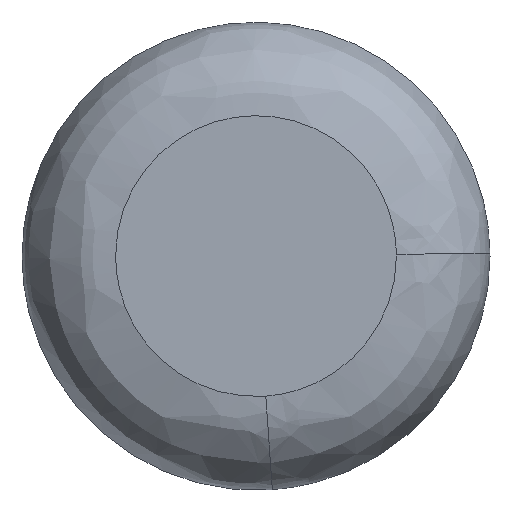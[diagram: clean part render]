
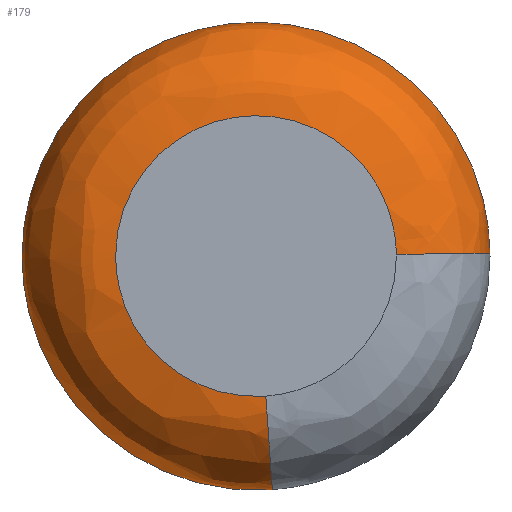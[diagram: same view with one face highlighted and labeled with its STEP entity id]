
A CAD part, top view. The second image highlights one B-rep face of the part: STEP entity #179.
In plain terms, the highlighted free-form (B-spline) face has degree [2, 2] with [9, 3] control points.
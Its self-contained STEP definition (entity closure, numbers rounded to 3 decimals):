
#44=CARTESIAN_POINT('',(0.15,-2.14,1.496));
#45=CARTESIAN_POINT('',(0.088,-2.145,1.496));
#46=CARTESIAN_POINT('',(0.027,-2.146,1.496));
#47=CARTESIAN_POINT('',(-2.119,-2.172,1.496));
#48=CARTESIAN_POINT('',(-2.146,-0.027,1.496));
#49=CARTESIAN_POINT('',(-2.172,2.119,1.496));
#50=CARTESIAN_POINT('',(-0.027,2.146,1.496));
#51=CARTESIAN_POINT('',(2.119,2.172,1.496));
#52=CARTESIAN_POINT('',(2.146,0.027,1.496));
#53=CARTESIAN_POINT('',(0.27,-3.857,1.616));
#54=CARTESIAN_POINT('',(0.159,-3.865,1.616));
#55=CARTESIAN_POINT('',(0.049,-3.866,1.616));
#56=CARTESIAN_POINT('',(-3.817,-3.915,1.616));
#57=CARTESIAN_POINT('',(-3.866,-0.049,1.616));
#58=CARTESIAN_POINT('',(-3.915,3.817,1.616));
#59=CARTESIAN_POINT('',(-0.049,3.866,1.616));
#60=CARTESIAN_POINT('',(3.817,3.915,1.616));
#61=CARTESIAN_POINT('',(3.866,0.049,1.616));
#62=CARTESIAN_POINT('',(0.261,-3.737,-0.104));
#63=CARTESIAN_POINT('',(0.154,-3.745,-0.104));
#64=CARTESIAN_POINT('',(0.047,-3.746,-0.104));
#65=CARTESIAN_POINT('',(-3.699,-3.793,-0.104));
#66=CARTESIAN_POINT('',(-3.746,-0.047,-0.104));
#67=CARTESIAN_POINT('',(-3.793,3.699,-0.104));
#68=CARTESIAN_POINT('',(-0.047,3.746,-0.104));
#69=CARTESIAN_POINT('',(3.699,3.793,-0.104));
#70=CARTESIAN_POINT('',(3.746,0.047,-0.104));
#78=(BOUNDED_SURFACE()B_SPLINE_SURFACE(2,2,((#44,#53,#62),(#45,#54,#63),(#46,#55,#64),(#47,#56,#65),(#48,#57,#66),(#49,#58,#67),(#50,#59,#68),(#51,#60,#69),(#52,#61,#70)),.UNSPECIFIED.,.F.,.F.,.U.)B_SPLINE_SURFACE_WITH_KNOTS((3,2,2,2,3),(3,3),(0.0,0.248,6.455,12.663,18.87),(0.0,2.734),.UNSPECIFIED.)GEOMETRIC_REPRESENTATION_ITEM()RATIONAL_B_SPLINE_SURFACE(((0.896,0.588,0.896),(0.906,0.594,0.906),(0.916,0.601,0.916),(0.648,0.425,0.648),(0.916,0.601,0.916),(0.648,0.425,0.648),(0.916,0.601,0.916),(0.648,0.425,0.648),(0.916,0.601,0.916)))REPRESENTATION_ITEM('')SURFACE());
#79=CARTESIAN_POINT('',(0.157,-2.245,1.5));
#80=VERTEX_POINT('',#79);
#81=CARTESIAN_POINT('',(-2.25,0.0,1.5));
#82=VERTEX_POINT('',#81);
#83=CARTESIAN_POINT('',(0.157,-2.245,1.5));
#84=CARTESIAN_POINT('',(0.079,-2.25,1.5));
#85=CARTESIAN_POINT('',(0.0,-2.25,1.5));
#86=CARTESIAN_POINT('',(-2.25,-2.25,1.5));
#87=CARTESIAN_POINT('',(-2.25,0.0,1.5));
#95=(BOUNDED_CURVE()B_SPLINE_CURVE(2,(#83,#84,#85,#86,#87),.UNSPECIFIED.,.F.,.U.)B_SPLINE_CURVE_WITH_KNOTS((3,2,3),(0.738,0.75,1.0),.UNSPECIFIED.)CURVE()GEOMETRIC_REPRESENTATION_ITEM()RATIONAL_B_SPLINE_CURVE((0.973,0.986,1.0,0.707,1.0))REPRESENTATION_ITEM(''));
#96=EDGE_CURVE('',#80,#82,#95,.T.);
#97=ORIENTED_EDGE('',*,*,#96,.T.);
#98=CARTESIAN_POINT('',(2.25,0.028,1.5));
#99=VERTEX_POINT('',#98);
#100=CARTESIAN_POINT('',(-2.25,0.0,1.5));
#101=CARTESIAN_POINT('',(-2.25,2.25,1.5));
#102=CARTESIAN_POINT('',(0.0,2.25,1.5));
#103=CARTESIAN_POINT('',(2.222,2.25,1.5));
#104=CARTESIAN_POINT('',(2.25,0.028,1.5));
#112=(BOUNDED_CURVE()B_SPLINE_CURVE(2,(#100,#101,#102,#103,#104),.UNSPECIFIED.,.F.,.U.)B_SPLINE_CURVE_WITH_KNOTS((3,2,3),(0.0,0.25,0.498),.UNSPECIFIED.)CURVE()GEOMETRIC_REPRESENTATION_ITEM()RATIONAL_B_SPLINE_CURVE((1.0,0.707,1.0,0.71,0.995))REPRESENTATION_ITEM(''));
#113=EDGE_CURVE('',#82,#99,#112,.T.);
#114=ORIENTED_EDGE('',*,*,#113,.T.);
#115=CARTESIAN_POINT('',(3.75,0.047,0.));
#116=VERTEX_POINT('',#115);
#117=CARTESIAN_POINT('',(2.25,0.028,1.5));
#118=CARTESIAN_POINT('',(3.75,0.047,1.5));
#119=CARTESIAN_POINT('',(3.75,0.047,0.));
#127=(BOUNDED_CURVE()B_SPLINE_CURVE(2,(#117,#118,#119),.UNSPECIFIED.,.F.,.U.)B_SPLINE_CURVE_WITH_KNOTS((3,3),(-1.735,-0.265),.UNSPECIFIED.)CURVE()GEOMETRIC_REPRESENTATION_ITEM()RATIONAL_B_SPLINE_CURVE((0.889,0.629,0.889))REPRESENTATION_ITEM(''));
#128=EDGE_CURVE('',#99,#116,#127,.T.);
#129=ORIENTED_EDGE('',*,*,#128,.T.);
#130=CARTESIAN_POINT('',(-3.75,0.0,0.0));
#131=VERTEX_POINT('',#130);
#132=CARTESIAN_POINT('',(-3.75,0.0,0.0));
#133=CARTESIAN_POINT('',(-3.75,3.75,0.0));
#134=CARTESIAN_POINT('',(0.0,3.75,0.0));
#135=CARTESIAN_POINT('',(3.703,3.75,0.0));
#136=CARTESIAN_POINT('',(3.75,0.047,0.));
#144=(BOUNDED_CURVE()B_SPLINE_CURVE(2,(#132,#133,#134,#135,#136),.UNSPECIFIED.,.F.,.U.)B_SPLINE_CURVE_WITH_KNOTS((3,2,3),(0.0,0.25,0.498),.UNSPECIFIED.)CURVE()GEOMETRIC_REPRESENTATION_ITEM()RATIONAL_B_SPLINE_CURVE((1.0,0.707,1.0,0.71,0.995))REPRESENTATION_ITEM(''));
#145=EDGE_CURVE('',#131,#116,#144,.T.);
#146=ORIENTED_EDGE('',*,*,#145,.F.);
#147=CARTESIAN_POINT('',(0.261,-3.741,0.));
#148=VERTEX_POINT('',#147);
#149=CARTESIAN_POINT('',(0.261,-3.741,0.));
#150=CARTESIAN_POINT('',(0.131,-3.75,0.0));
#151=CARTESIAN_POINT('',(0.0,-3.75,0.0));
#152=CARTESIAN_POINT('',(-3.75,-3.75,0.0));
#153=CARTESIAN_POINT('',(-3.75,0.0,0.0));
#161=(BOUNDED_CURVE()B_SPLINE_CURVE(2,(#149,#150,#151,#152,#153),.UNSPECIFIED.,.F.,.U.)B_SPLINE_CURVE_WITH_KNOTS((3,2,3),(0.738,0.75,1.0),.UNSPECIFIED.)CURVE()GEOMETRIC_REPRESENTATION_ITEM()RATIONAL_B_SPLINE_CURVE((0.973,0.986,1.0,0.707,1.0))REPRESENTATION_ITEM(''));
#162=EDGE_CURVE('',#148,#131,#161,.T.);
#163=ORIENTED_EDGE('',*,*,#162,.F.);
#164=CARTESIAN_POINT('',(0.157,-2.245,1.5));
#165=CARTESIAN_POINT('',(0.261,-3.741,1.5));
#166=CARTESIAN_POINT('',(0.261,-3.741,0.));
#174=(BOUNDED_CURVE()B_SPLINE_CURVE(2,(#164,#165,#166),.UNSPECIFIED.,.F.,.U.)B_SPLINE_CURVE_WITH_KNOTS((3,3),(-1.735,-0.265),.UNSPECIFIED.)CURVE()GEOMETRIC_REPRESENTATION_ITEM()RATIONAL_B_SPLINE_CURVE((0.869,0.614,0.869))REPRESENTATION_ITEM(''));
#175=EDGE_CURVE('',#80,#148,#174,.T.);
#176=ORIENTED_EDGE('',*,*,#175,.F.);
#177=EDGE_LOOP('',(#97,#114,#129,#146,#163,#176));
#178=FACE_OUTER_BOUND('',#177,.T.);
#179=ADVANCED_FACE('',(#178),#78,.T.);
